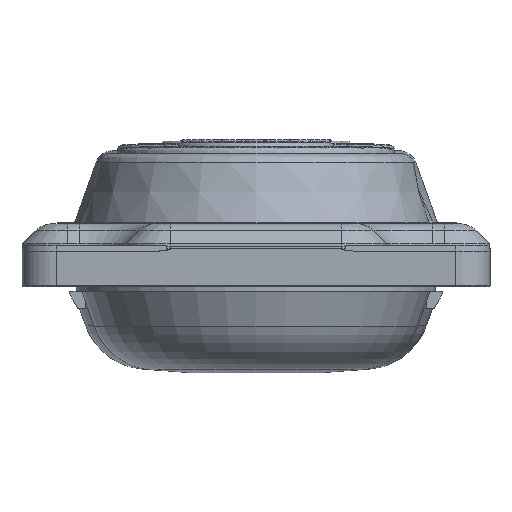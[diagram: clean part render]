
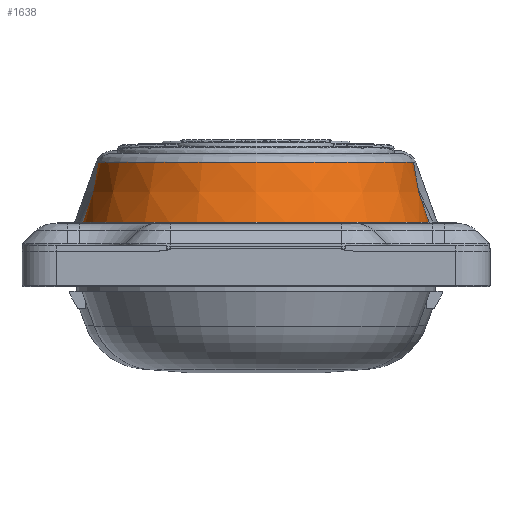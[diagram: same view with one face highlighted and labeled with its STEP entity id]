
A CAD part, left-side view. The second image highlights one B-rep face of the part: STEP entity #1638.
In plain terms, the highlighted conical face has half-angle 14.654 degrees and reference radius 27.589 mm.
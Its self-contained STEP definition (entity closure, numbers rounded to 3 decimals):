
#1638 = ADVANCED_FACE( '', ( #3637, #3638 ), #3639, .T. );
#3637 = FACE_OUTER_BOUND( '', #6265, .T. );
#3638 = FACE_BOUND( '', #6266, .T. );
#3639 = CONICAL_SURFACE( '', #6267, 27.589, 0.256 );
#6265 = EDGE_LOOP( '', ( #11393 ) );
#6266 = EDGE_LOOP( '', ( #11394 ) );
#6267 = AXIS2_PLACEMENT_3D( '', #11395, #11396, #11397 );
#11393 = ORIENTED_EDGE( '', *, *, #15546, .T. );
#11394 = ORIENTED_EDGE( '', *, *, #15181, .T. );
#11395 = CARTESIAN_POINT( '', ( -65., 0., 38.534 ) );
#11396 = DIRECTION( '', ( 0., 0., -1. ) );
#11397 = DIRECTION( '', ( -1., 0., 0. ) );
#15181 = EDGE_CURVE( '', #18103, #18103, #18104, .T. );
#15546 = EDGE_CURVE( '', #18597, #18597, #18598, .T. );
#18103 = VERTEX_POINT( '', #23753 );
#18104 = CIRCLE( '', #23754, 27.589 );
#18597 = VERTEX_POINT( '', #25048 );
#18598 = CIRCLE( '', #25049, 30.337 );
#23753 = CARTESIAN_POINT( '', ( -92.589, 0., 38.534 ) );
#23754 = AXIS2_PLACEMENT_3D( '', #27912, #27913, #27914 );
#25048 = CARTESIAN_POINT( '', ( -34.664, 0., 28.024 ) );
#25049 = AXIS2_PLACEMENT_3D( '', #28171, #28172, #28173 );
#27912 = CARTESIAN_POINT( '', ( -65., 0., 38.534 ) );
#27913 = DIRECTION( '', ( 0., 0., -1. ) );
#27914 = DIRECTION( '', ( -1., 0., 0. ) );
#28171 = CARTESIAN_POINT( '', ( -65., 0., 28.024 ) );
#28172 = DIRECTION( '', ( 0., 0., 1. ) );
#28173 = DIRECTION( '', ( 1., 0., 0. ) );
